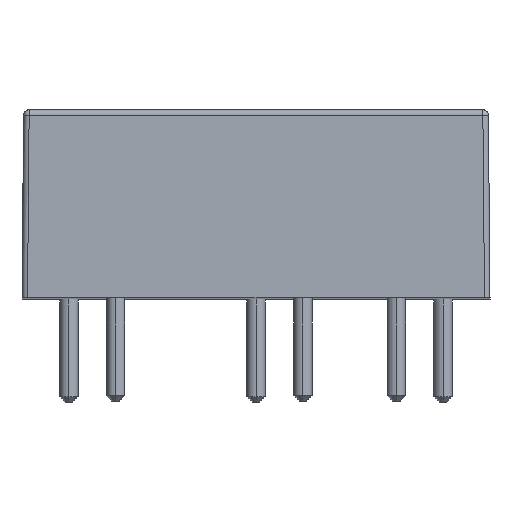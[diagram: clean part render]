
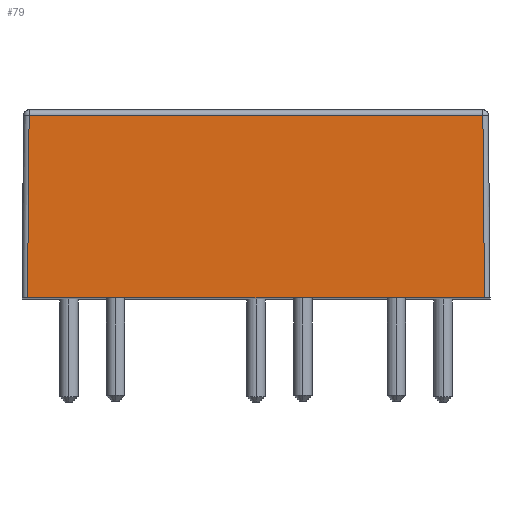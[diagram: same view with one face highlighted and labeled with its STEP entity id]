
A CAD part, top view. The second image highlights one B-rep face of the part: STEP entity #79.
In plain terms, the highlighted planar face has unit normal (0, 0.009, 1).
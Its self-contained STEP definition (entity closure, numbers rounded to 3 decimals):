
#13 = CARTESIAN_POINT ( 'NONE',  ( 12.314, 9.903, 20.214 ) ) ;
#79 = ADVANCED_FACE ( 'NONE', ( #1066 ), #539, .T. ) ;
#104 = CARTESIAN_POINT ( 'NONE',  ( -12.7, 0., 20.3 ) ) ;
#159 = CARTESIAN_POINT ( 'NONE',  ( 12.4, 0., 20.3 ) ) ;
#335 = LINE ( 'NONE', #622, #1668 ) ;
#414 = DIRECTION ( 'NONE',  ( 0., -1., 0.009 ) ) ;
#517 = LINE ( 'NONE', #1228, #1310 ) ;
#539 = PLANE ( 'NONE',  #1782 ) ;
#540 = CARTESIAN_POINT ( 'NONE',  ( -12.314, 9.903, 20.214 ) ) ;
#584 = VERTEX_POINT ( 'NONE', #13 ) ;
#622 = CARTESIAN_POINT ( 'NONE',  ( 12.398, 0.219, 20.298 ) ) ;
#623 = LINE ( 'NONE', #104, #1778 ) ;
#671 = CARTESIAN_POINT ( 'NONE',  ( -12.7, 0., 20.3 ) ) ;
#690 = VERTEX_POINT ( 'NONE', #540 ) ;
#701 = DIRECTION ( 'NONE',  ( -0.009, 1., -0.009 ) ) ;
#730 = VECTOR ( 'NONE', #833, 1000. ) ;
#833 = DIRECTION ( 'NONE',  ( -0.009, -1., 0.009 ) ) ;
#948 = CARTESIAN_POINT ( 'NONE',  ( -12.4, -0.003, 20.3 ) ) ;
#1056 = VERTEX_POINT ( 'NONE', #2000 ) ;
#1066 = FACE_OUTER_BOUND ( 'NONE', #1669, .T. ) ;
#1150 = VERTEX_POINT ( 'NONE', #159 ) ;
#1183 = EDGE_CURVE ( 'NONE', #1056, #1150, #623, .T. ) ;
#1228 = CARTESIAN_POINT ( 'NONE',  ( -12.7, 9.903, 20.214 ) ) ;
#1287 = EDGE_CURVE ( 'NONE', #690, #1056, #1987, .T. ) ;
#1300 = EDGE_CURVE ( 'NONE', #584, #690, #517, .T. ) ;
#1310 = VECTOR ( 'NONE', #1372, 1000. ) ;
#1311 = DIRECTION ( 'NONE',  ( 0., 0.009, 1. ) ) ;
#1316 = EDGE_CURVE ( 'NONE', #1150, #584, #335, .T. ) ;
#1372 = DIRECTION ( 'NONE',  ( -1., 0., 0. ) ) ;
#1377 = DIRECTION ( 'NONE',  ( 1., 0., 0. ) ) ;
#1504 = ORIENTED_EDGE ( 'NONE', *, *, #1316, .T. ) ;
#1668 = VECTOR ( 'NONE', #701, 1000. ) ;
#1669 = EDGE_LOOP ( 'NONE', ( #1929, #1504, #1812, #1914 ) ) ;
#1778 = VECTOR ( 'NONE', #1377, 1000. ) ;
#1782 = AXIS2_PLACEMENT_3D ( 'NONE', #671, #1311, #414 ) ;
#1812 = ORIENTED_EDGE ( 'NONE', *, *, #1300, .T. ) ;
#1914 = ORIENTED_EDGE ( 'NONE', *, *, #1287, .T. ) ;
#1929 = ORIENTED_EDGE ( 'NONE', *, *, #1183, .T. ) ;
#1987 = LINE ( 'NONE', #948, #730 ) ;
#2000 = CARTESIAN_POINT ( 'NONE',  ( -12.4, 0., 20.3 ) ) ;
